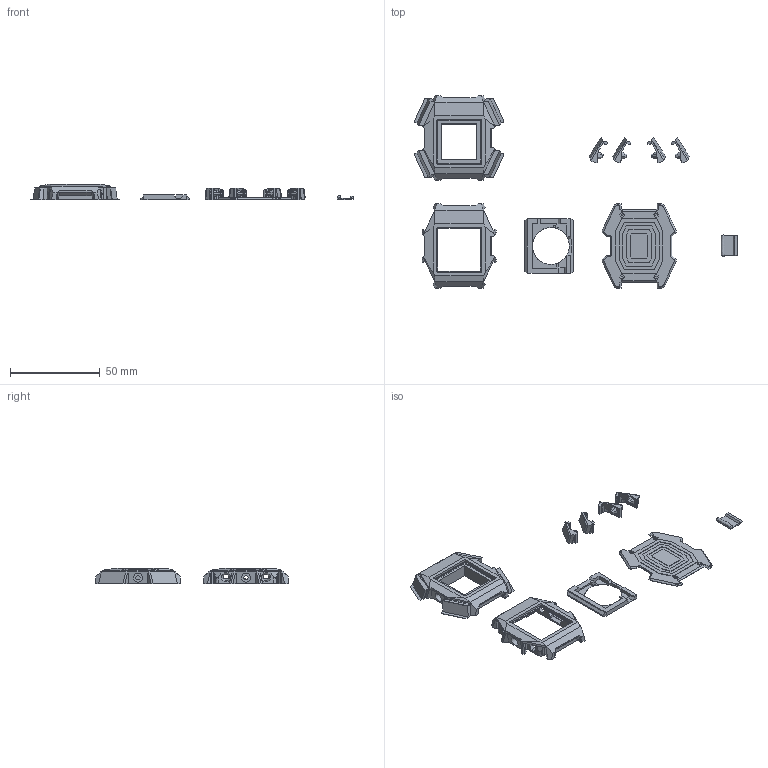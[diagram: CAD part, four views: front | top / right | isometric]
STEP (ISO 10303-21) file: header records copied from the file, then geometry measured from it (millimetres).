
FILE_DESCRIPTION ((), '1');
FILE_NAME ('OTM-02-Case Tinka.stp', '2013-09-26T23:49:37', ('Unknown'), ('Unknown'), 'HarmonyWare STEP v1.5.0', 'HarmonyWare Translators', '');
FILE_SCHEMA (('CONFIG_CONTROL_DESIGN'));
Length unit declared in the file: millimetre
Products named in the file (9): OTM-02 Case Tinka - Case Body (02-007-B1-1); OTM-02 Case Tinka - Module Retainer (02-007-B1-v3); OTM-02 Case Tinka - Case Back (02-003-A-D-2-4); OTM-02 Case Tinka - USB Door  (02-007-B1-Door-B); OTM-02 Case Tinka - Pushser (02-007-B1-N13-29-F2); OTM-02 Case Tinka - Case Body, with support (02-007-B1-1-ws)
Bounding box: 179.28 x 107 x 8.5 mm (x, y, z)
Volume: 13810.2 mm3; surface area: 17804.6 mm2
Topology: 9 solids, 9 shells, 1168 faces, 3043 edges, 1913 vertices
Faces by surface type: bspline 1168
Entity records: 44078 total; most frequent: CARTESIAN_POINT 24602, ORIENTED_EDGE 6066, EDGE_CURVE 3033, B_SPLINE_CURVE_WITH_KNOTS 2878, VERTEX_POINT 1913, EDGE_LOOP 1228, FACE_OUTER_BOUND 1168, ADVANCED_FACE 1168
